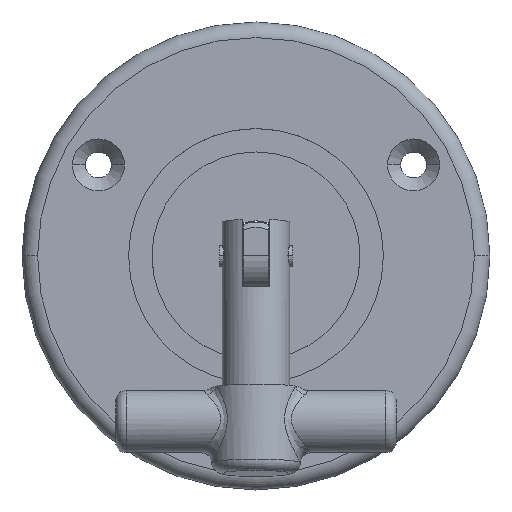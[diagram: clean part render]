
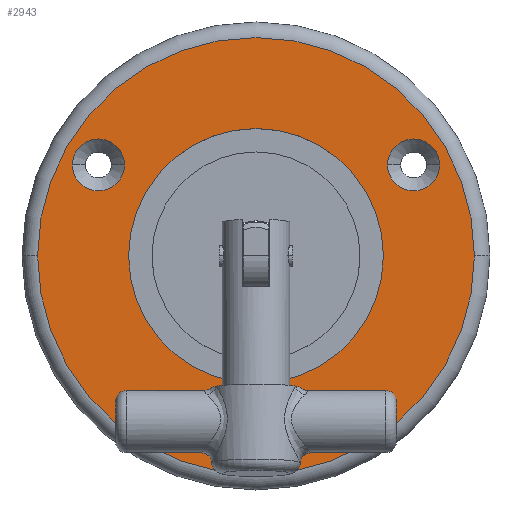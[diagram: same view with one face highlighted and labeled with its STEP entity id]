
A CAD part, top view. The second image highlights one B-rep face of the part: STEP entity #2943.
In plain terms, the highlighted planar face has unit normal (0, 0, 1).
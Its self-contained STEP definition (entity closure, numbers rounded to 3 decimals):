
#5 = VERTEX_POINT ( 'NONE', #1490 ) ;
#12 = EDGE_CURVE ( 'NONE', #819, #3613, #1418, .T. ) ;
#65 = EDGE_CURVE ( 'NONE', #3567, #2510, #766, .T. ) ;
#80 = EDGE_CURVE ( 'NONE', #2510, #3567, #130, .T. ) ;
#127 = EDGE_LOOP ( 'NONE', ( #2543, #3019 ) ) ;
#130 = CIRCLE ( 'NONE', #1594, 42. ) ;
#135 = CARTESIAN_POINT ( 'NONE',  ( 0., 24.5, 15. ) ) ;
#182 = DIRECTION ( 'NONE',  ( 1., 0., 0. ) ) ;
#228 = DIRECTION ( 'NONE',  ( 0., 0., 1. ) ) ;
#258 = DIRECTION ( 'NONE',  ( 1., 0., 0. ) ) ;
#522 = AXIS2_PLACEMENT_3D ( 'NONE', #3617, #2775, #2346 ) ;
#545 = ORIENTED_EDGE ( 'NONE', *, *, #65, .T. ) ;
#553 = EDGE_LOOP ( 'NONE', ( #2065, #1415 ) ) ;
#564 = PLANE ( 'NONE',  #1275 ) ;
#613 = DIRECTION ( 'NONE',  ( 0., 0., 1. ) ) ;
#625 = CIRCLE ( 'NONE', #1217, 24.5 ) ;
#638 = CIRCLE ( 'NONE', #3526, 24.5 ) ;
#670 = CARTESIAN_POINT ( 'NONE',  ( -30.311, -17.5, 15. ) ) ;
#702 = DIRECTION ( 'NONE',  ( 0., 0., 1. ) ) ;
#716 = ORIENTED_EDGE ( 'NONE', *, *, #80, .T. ) ;
#733 = EDGE_CURVE ( 'NONE', #1833, #2600, #2058, .T. ) ;
#766 = CIRCLE ( 'NONE', #1864, 42. ) ;
#819 = VERTEX_POINT ( 'NONE', #1277 ) ;
#971 = EDGE_CURVE ( 'NONE', #3160, #4099, #1408, .T. ) ;
#975 = CARTESIAN_POINT ( 'NONE',  ( 0., 35., 15. ) ) ;
#1000 = CARTESIAN_POINT ( 'NONE',  ( 30.311, -17.5, 15. ) ) ;
#1068 = AXIS2_PLACEMENT_3D ( 'NONE', #1000, #3437, #3018 ) ;
#1150 = CARTESIAN_POINT ( 'NONE',  ( 30.311, -17.5, 15. ) ) ;
#1153 = FACE_BOUND ( 'NONE', #2728, .T. ) ;
#1217 = AXIS2_PLACEMENT_3D ( 'NONE', #3595, #3162, #2761 ) ;
#1275 = AXIS2_PLACEMENT_3D ( 'NONE', #135, #3881, #3441 ) ;
#1277 = CARTESIAN_POINT ( 'NONE',  ( -35.311, -17.5, 15. ) ) ;
#1284 = DIRECTION ( 'NONE',  ( 1., 0., 0. ) ) ;
#1408 = CIRCLE ( 'NONE', #522, 5. ) ;
#1413 = CARTESIAN_POINT ( 'NONE',  ( -24.5, 0., 15. ) ) ;
#1415 = ORIENTED_EDGE ( 'NONE', *, *, #12, .F. ) ;
#1418 = CIRCLE ( 'NONE', #3173, 5. ) ;
#1490 = CARTESIAN_POINT ( 'NONE',  ( 24.5, 0., 15. ) ) ;
#1494 = AXIS2_PLACEMENT_3D ( 'NONE', #670, #228, #3985 ) ;
#1550 = CIRCLE ( 'NONE', #1494, 5. ) ;
#1594 = AXIS2_PLACEMENT_3D ( 'NONE', #2454, #2040, #1612 ) ;
#1612 = DIRECTION ( 'NONE',  ( 1., 0., 0. ) ) ;
#1642 = ORIENTED_EDGE ( 'NONE', *, *, #971, .F. ) ;
#1698 = CARTESIAN_POINT ( 'NONE',  ( 25.311, -17.5, 15. ) ) ;
#1708 = DIRECTION ( 'NONE',  ( 0., 0., 1. ) ) ;
#1790 = ORIENTED_EDGE ( 'NONE', *, *, #3930, .F. ) ;
#1833 = VERTEX_POINT ( 'NONE', #2361 ) ;
#1864 = AXIS2_PLACEMENT_3D ( 'NONE', #2134, #1708, #1284 ) ;
#1913 = CARTESIAN_POINT ( 'NONE',  ( -30.311, -17.5, 15. ) ) ;
#1925 = AXIS2_PLACEMENT_3D ( 'NONE', #1150, #702, #258 ) ;
#1940 = FACE_OUTER_BOUND ( 'NONE', #2649, .T. ) ;
#2016 = ORIENTED_EDGE ( 'NONE', *, *, #3989, .F. ) ;
#2040 = DIRECTION ( 'NONE',  ( 0., 0., 1. ) ) ;
#2056 = EDGE_CURVE ( 'NONE', #4099, #3160, #3460, .T. ) ;
#2058 = CIRCLE ( 'NONE', #1068, 5. ) ;
#2065 = ORIENTED_EDGE ( 'NONE', *, *, #2910, .F. ) ;
#2075 = CIRCLE ( 'NONE', #1925, 5. ) ;
#2134 = CARTESIAN_POINT ( 'NONE',  ( 0., 0., 15. ) ) ;
#2346 = DIRECTION ( 'NONE',  ( 1., 0., 0. ) ) ;
#2361 = CARTESIAN_POINT ( 'NONE',  ( 35.311, -17.5, 15. ) ) ;
#2409 = DIRECTION ( 'NONE',  ( 1., 0., 0. ) ) ;
#2454 = CARTESIAN_POINT ( 'NONE',  ( 0., 0., 15. ) ) ;
#2510 = VERTEX_POINT ( 'NONE', #2982 ) ;
#2524 = FACE_BOUND ( 'NONE', #2708, .T. ) ;
#2543 = ORIENTED_EDGE ( 'NONE', *, *, #733, .F. ) ;
#2574 = DIRECTION ( 'NONE',  ( 1., 0., 0. ) ) ;
#2600 = VERTEX_POINT ( 'NONE', #1698 ) ;
#2649 = EDGE_LOOP ( 'NONE', ( #545, #716 ) ) ;
#2708 = EDGE_LOOP ( 'NONE', ( #1642, #4122 ) ) ;
#2728 = EDGE_LOOP ( 'NONE', ( #2016, #1790 ) ) ;
#2735 = VERTEX_POINT ( 'NONE', #1413 ) ;
#2761 = DIRECTION ( 'NONE',  ( 1., 0., 0. ) ) ;
#2775 = DIRECTION ( 'NONE',  ( 0., 0., 1. ) ) ;
#2835 = DIRECTION ( 'NONE',  ( 0., 0., 1. ) ) ;
#2910 = EDGE_CURVE ( 'NONE', #3613, #819, #1550, .T. ) ;
#2943 = ADVANCED_FACE ( 'NONE', ( #2524, #3132, #3565, #1153, #1940 ), #564, .F. ) ;
#2967 = CARTESIAN_POINT ( 'NONE',  ( -5., 35., 15. ) ) ;
#2982 = CARTESIAN_POINT ( 'NONE',  ( -42., 0., 15. ) ) ;
#2986 = DIRECTION ( 'NONE',  ( 0., 0., 1. ) ) ;
#3018 = DIRECTION ( 'NONE',  ( 1., 0., 0. ) ) ;
#3019 = ORIENTED_EDGE ( 'NONE', *, *, #3353, .F. ) ;
#3132 = FACE_BOUND ( 'NONE', #553, .T. ) ;
#3160 = VERTEX_POINT ( 'NONE', #3525 ) ;
#3162 = DIRECTION ( 'NONE',  ( 0., 0., 1. ) ) ;
#3173 = AXIS2_PLACEMENT_3D ( 'NONE', #1913, #613, #182 ) ;
#3241 = CARTESIAN_POINT ( 'NONE',  ( 0., 0., 15. ) ) ;
#3353 = EDGE_CURVE ( 'NONE', #2600, #1833, #2075, .T. ) ;
#3437 = DIRECTION ( 'NONE',  ( 0., 0., 1. ) ) ;
#3441 = DIRECTION ( 'NONE',  ( -1., 0., 0. ) ) ;
#3460 = CIRCLE ( 'NONE', #3721, 5. ) ;
#3495 = CARTESIAN_POINT ( 'NONE',  ( 42., 0., 15. ) ) ;
#3525 = CARTESIAN_POINT ( 'NONE',  ( 5., 35., 15. ) ) ;
#3526 = AXIS2_PLACEMENT_3D ( 'NONE', #3241, #2835, #2409 ) ;
#3565 = FACE_BOUND ( 'NONE', #127, .T. ) ;
#3567 = VERTEX_POINT ( 'NONE', #3495 ) ;
#3595 = CARTESIAN_POINT ( 'NONE',  ( 0., 0., 15. ) ) ;
#3613 = VERTEX_POINT ( 'NONE', #3956 ) ;
#3617 = CARTESIAN_POINT ( 'NONE',  ( 0., 35., 15. ) ) ;
#3721 = AXIS2_PLACEMENT_3D ( 'NONE', #975, #2986, #2574 ) ;
#3881 = DIRECTION ( 'NONE',  ( 0., 0., -1. ) ) ;
#3930 = EDGE_CURVE ( 'NONE', #2735, #5, #638, .T. ) ;
#3956 = CARTESIAN_POINT ( 'NONE',  ( -25.311, -17.5, 15. ) ) ;
#3985 = DIRECTION ( 'NONE',  ( 1., 0., 0. ) ) ;
#3989 = EDGE_CURVE ( 'NONE', #5, #2735, #625, .T. ) ;
#4099 = VERTEX_POINT ( 'NONE', #2967 ) ;
#4122 = ORIENTED_EDGE ( 'NONE', *, *, #2056, .F. ) ;
